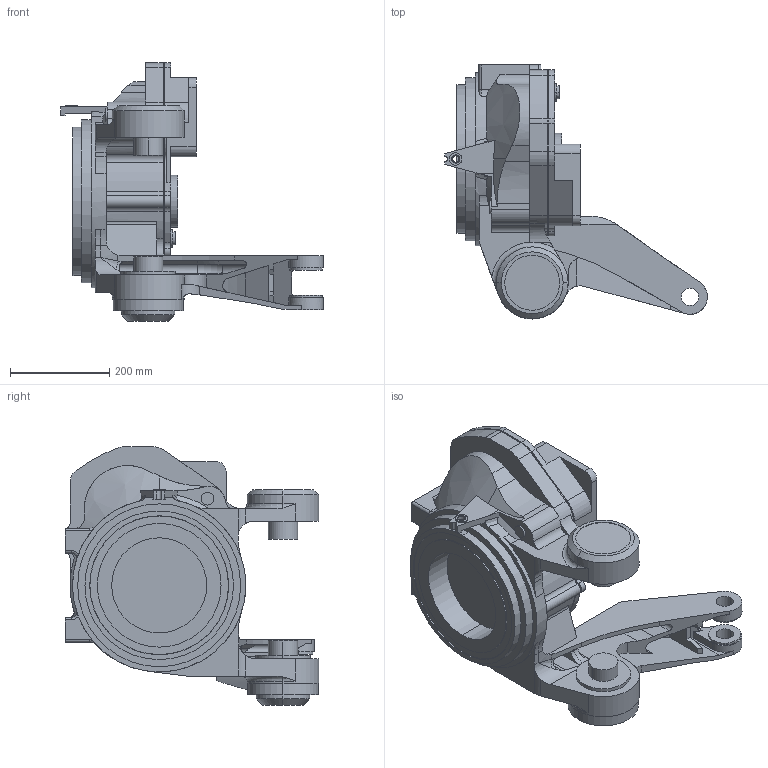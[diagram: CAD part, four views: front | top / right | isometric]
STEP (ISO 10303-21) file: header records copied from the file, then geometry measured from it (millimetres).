
FILE_DESCRIPTION (( 'STEP AP203' ), '1' );
FILE_NAME ('SMART-5 NJ-110-3.0_p05.STEP_Default_sldprt.STEP', '2024-04-24T11:32:11', ( '' ), ( '' ), 'SwSTEP 2.0', 'SolidWorks 2023', '' );
FILE_SCHEMA (( 'CONFIG_CONTROL_DESIGN' ));
Length unit declared in the file: millimetre
Products named in the file (1): SMART-5 NJ-110-3.0_p05.STEP_Default_sldprt
Bounding box: 530.78 x 512.5 x 522.5 mm (x, y, z)
Volume: 25314386.3 mm3; surface area: 1005729.1 mm2
Topology: 1 solids, 1 shells, 414 faces, 1122 edges, 729 vertices
Faces by surface type: cylinder 225, plane 145, cone 23, torus 13, bspline 8
Entity records: 15646 total; most frequent: CARTESIAN_POINT 5055, DIRECTION 2264, ORIENTED_EDGE 2222, EDGE_CURVE 1111, AXIS2_PLACEMENT_3D 864, VERTEX_POINT 729, LINE 536, VECTOR 536
